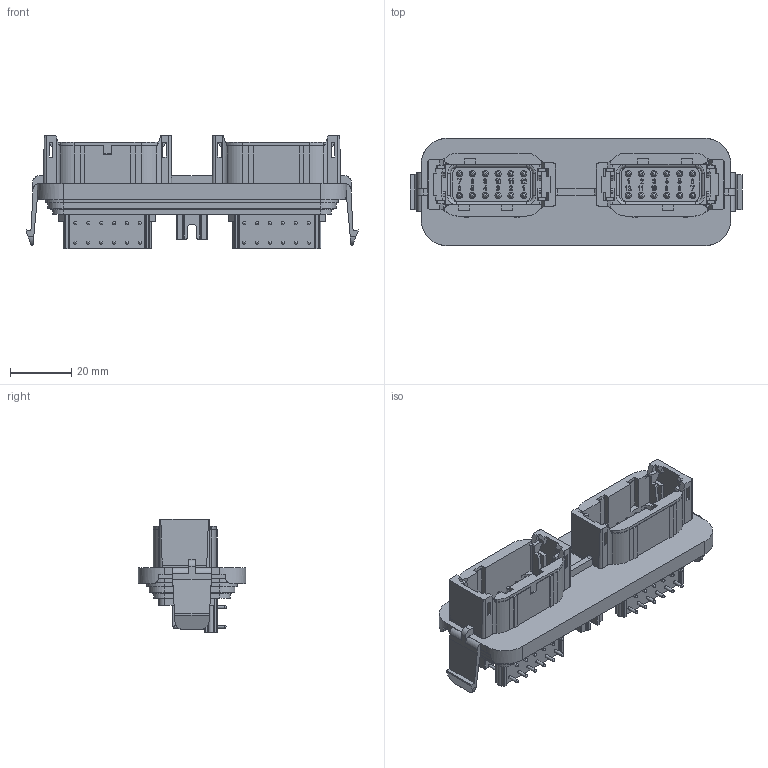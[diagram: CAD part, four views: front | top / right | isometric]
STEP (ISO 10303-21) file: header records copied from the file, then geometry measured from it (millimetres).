
FILE_DESCRIPTION(/* description */ ('STEP AP203'),/* implementation_level */ '2;1');
FILE_NAME(/* name */ 'ATM13-12PA-12PB-BM01',/* time_stamp */ '2023-04-15T16:26:56+02:00',/* author */ ('License CC BY-ND 4.0'),/* organization */ ('CADENAS'),/* preprocessor_version */ 'ST-DEVELOPER v19.3',/* originating_system */ 'PARTsolutions',/* authorisation */ ' ');
FILE_SCHEMA (('CONFIG_CONTROL_DESIGN','AP203_CONFIGURATION_CONTROLLED_3D_DESIGN_OF_MECHANICAL_PARTS_AND_ASSEMBLIES_MIM_LF { 1 0 10303 203 3 1 4 }'));
Length unit declared in the file: millimetre
Products named in the file (1): ATM13-12PA-12PB-BM01
Bounding box: 108.3 x 35 x 36.9 mm (x, y, z)
Volume: 41039.3 mm3; surface area: 24455 mm2
Topology: 1 solids, 1 shells, 1369 faces, 3818 edges, 2488 vertices
Faces by surface type: plane 812, cylinder 453, sphere 72, cone 24, torus 8
Full cylindrical faces by diameter (mm): 0.3 x2, 0.5 x2, 0.562 x2, 1 x108
Entity records: 51341 total; most frequent: CARTESIAN_POINT 7306, DIRECTION 7178, ORIENTED_EDGE 6952, EDGE_CURVE 3476, LINE 2450, VECTOR 2450, AXIS2_PLACEMENT_3D 2364, VERTEX_POINT 2356
